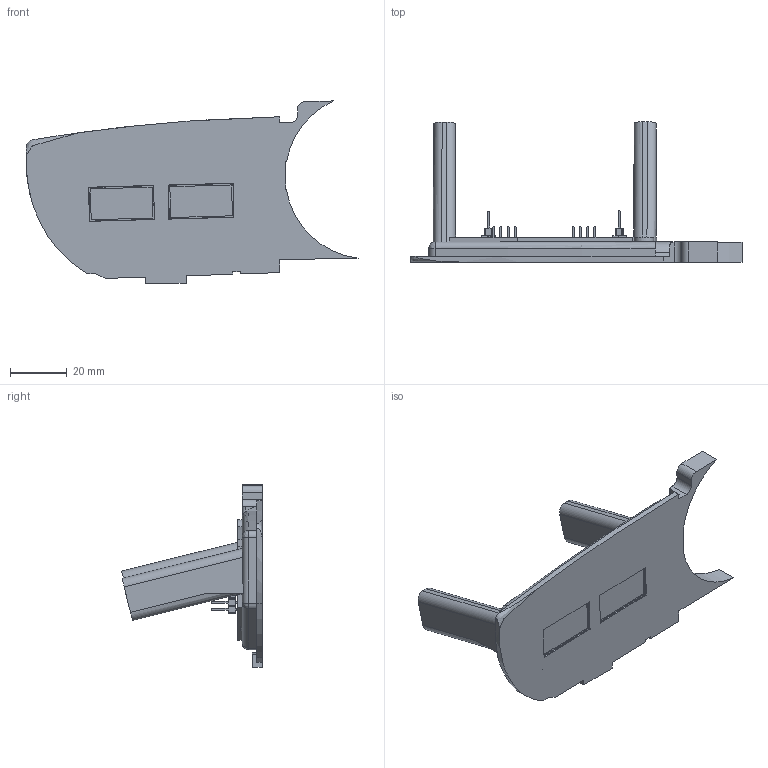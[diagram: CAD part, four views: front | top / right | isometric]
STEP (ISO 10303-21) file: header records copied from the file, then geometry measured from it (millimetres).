
FILE_DESCRIPTION(/* description */ (''),/* implementation_level */ '2;1');
FILE_NAME(/* name */ 'ashtray_gauges_assembely.step',/* time_stamp */ '2024-06-03T11:12:34+01:00',/* author */ (''),/* organization */ (''),/* preprocessor_version */ 'ST-DEVELOPER v20',/* originating_system */ 'Autodesk Translation Framework v12.20.1.177',/* authorisation */ '');
FILE_SCHEMA (('AUTOMOTIVE_DESIGN { 1 0 10303 214 3 1 1 }'));
Length unit declared in the file: millimetre
Products named in the file (19): Screen Front; OLED Screens; Display_OLED; PinHeader_1x04_P2.54mm_Vertical (3); Display_OLED_1; PinHeader_1x04_P2.54mm_Vertical (3)_1; PinHeader_1x04_P254mm_Vertical (3); RX8 AG OLED and LED Mount PCB; PinHeader_1x03_P2.54mm_Vertical_SMD_Pin1Left (1); PinHeader_1x03_P254mm_Vertical_SMD_Pin1Left (1); PinHeader_1x03_P2.54mm_Vertical_SMD_Pin1Left (3); PinHeader_1x03_P254mm_Vertical_SMD_Pin1Left (3); R_0805_2012Metric (1) (2); R_0805_2012Metric (3); R_0805_2012Metric (1) (3); R_0805_2012Metric (4); _autosave-RX8 AG OLED and LED Mount_PCB; LED_0805_2012Metric (1) (11); LED_0805_2012Metric (12)
Assembly tree (19 placements, depth 5):
  Screen Front
    OLED Screens
      Display_OLED
        PinHeader_1x04_P2.54mm_Vertical (3)
          PinHeader_1x04_P254mm_Vertical (3)
      Display_OLED_1
        PinHeader_1x04_P2.54mm_Vertical (3)_1
          PinHeader_1x04_P254mm_Vertical (3)
    RX8 AG OLED and LED Mount PCB
      PinHeader_1x03_P2.54mm_Vertical_SMD_Pin1Left (1)
        PinHeader_1x03_P254mm_Vertical_SMD_Pin1Left (1)
      PinHeader_1x03_P2.54mm_Vertical_SMD_Pin1Left (3)
        PinHeader_1x03_P254mm_Vertical_SMD_Pin1Left (3)
      R_0805_2012Metric (1) (2)
        R_0805_2012Metric (3)
      R_0805_2012Metric (1) (3)
        R_0805_2012Metric (4)
      _autosave-RX8 AG OLED and LED Mount_PCB
      LED_0805_2012Metric (1) (11)
        LED_0805_2012Metric (12)
Bounding box: 116.88 x 49.52 x 64.12 mm (x, y, z)
Volume: 39531.2 mm3; surface area: 31771.6 mm2
Topology: 19 solids, 19 shells, 841 faces, 2153 edges, 1389 vertices
Faces by surface type: plane 679, cylinder 115, bspline 46, torus 1
Full cylindrical faces by diameter (mm): 0.8 x8, 0.9 x4, 1 x8, 2.7 x24, 3.2 x3, 3.4 x2, 4 x5
Entity records: 23746 total; most frequent: CARTESIAN_POINT 4572, ORIENTED_EDGE 3830, DIRECTION 3650, EDGE_CURVE 1915, LINE 1586, VECTOR 1586, VERTEX_POINT 1241, AXIS2_PLACEMENT_3D 1032
